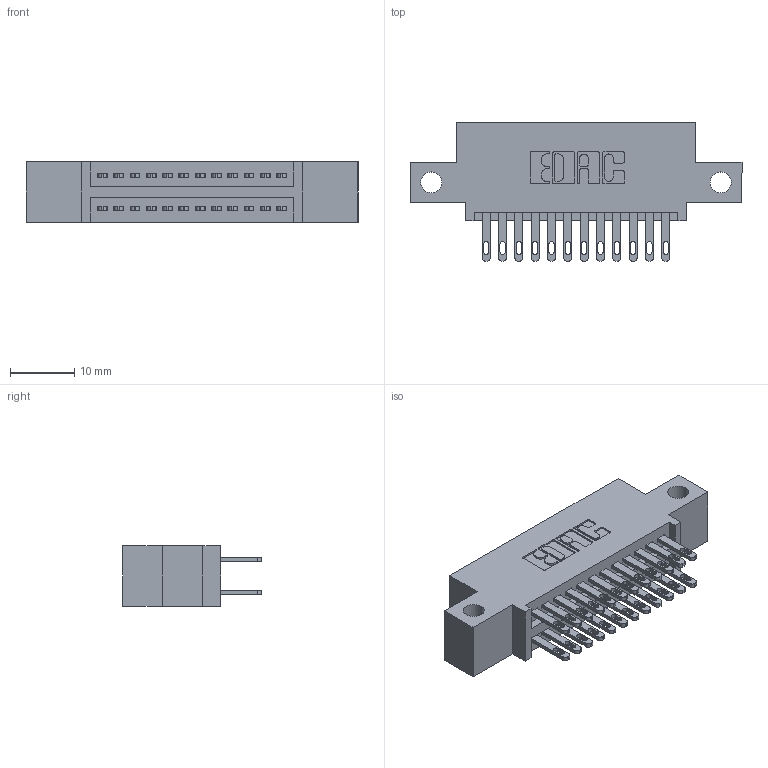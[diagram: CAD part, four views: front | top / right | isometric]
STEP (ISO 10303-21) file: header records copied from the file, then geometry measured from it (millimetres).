
FILE_DESCRIPTION (( 'STEP AP203' ), '1' );
FILE_NAME ('895-024-500-512.STEP', '2020-09-25T13:03:55', ( '' ), ( '' ), 'SwSTEP 2.0', 'SolidWorks 2020', '' );
FILE_SCHEMA (( 'CONFIG_CONTROL_DESIGN' ));
Length unit declared in the file: inch
Products named in the file (3): 845 Part_0.110 Offset - Side Mount; 345-292-001_345-293-100; 895-024-500-512
Assembly tree (25 placements, depth 2):
  895-024-500-512
    845 Part_0.110 Offset - Side Mount
    345-292-001_345-293-100  x24
Bounding box: 51.69 x 21.51 x 9.4 mm (x, y, z)
Volume: 4655.3 mm3; surface area: 6502.3 mm2
Topology: 25 solids, 25 shells, 1234 faces, 3737 edges, 2490 vertices
Faces by surface type: plane 732, cylinder 502
Entity records: 13519 total; most frequent: CARTESIAN_POINT 2296, ORIENTED_EDGE 2230, DIRECTION 2063, EDGE_CURVE 1115, LINE 931, VECTOR 931, VERTEX_POINT 742, AXIS2_PLACEMENT_3D 566
